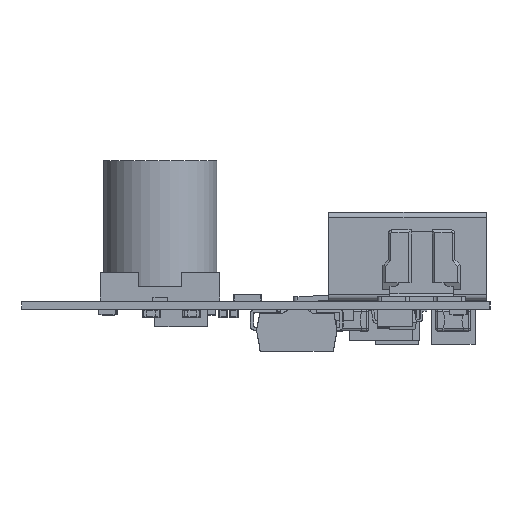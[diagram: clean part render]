
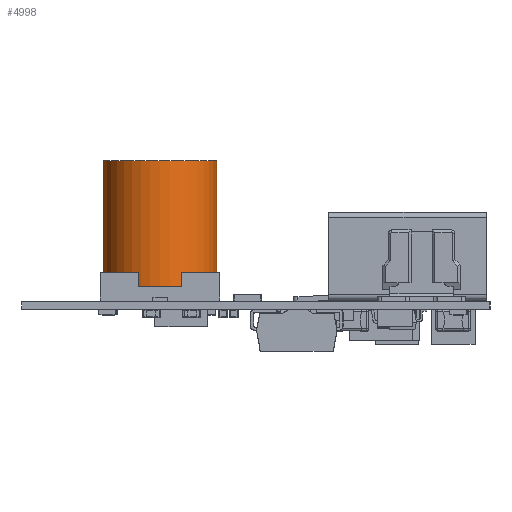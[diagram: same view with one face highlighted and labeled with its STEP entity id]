
A CAD part, left-side view. The second image highlights one B-rep face of the part: STEP entity #4998.
In plain terms, the highlighted cylindrical face has radius 3.231 mm (diameter 6.462 mm), a full revolution.
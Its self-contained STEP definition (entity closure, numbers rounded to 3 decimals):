
#4998 = ADVANCED_FACE('',(#4999),#5025,.T.);
#4999 = FACE_BOUND('',#5000,.T.);
#5000 = EDGE_LOOP('',(#5001,#5010,#5017,#5024));
#5001 = ORIENTED_EDGE('',*,*,#5002,.F.);
#5002 = EDGE_CURVE('',#5003,#5003,#5005,.T.);
#5003 = VERTEX_POINT('',#5004);
#5004 = CARTESIAN_POINT('',(-3.231,0.,8.054));
#5005 = CIRCLE('',#5006,3.231);
#5006 = AXIS2_PLACEMENT_3D('',#5007,#5008,#5009);
#5007 = CARTESIAN_POINT('',(0.,0.,8.054));
#5008 = DIRECTION('',(0.,0.,1.));
#5009 = DIRECTION('',(1.,0.,0.));
#5010 = ORIENTED_EDGE('',*,*,#5011,.F.);
#5011 = EDGE_CURVE('',#5012,#5003,#5014,.T.);
#5012 = VERTEX_POINT('',#5013);
#5013 = CARTESIAN_POINT('',(-3.231,0.,0.853));
#5014 = B_SPLINE_CURVE_WITH_KNOTS('',1,(#5015,#5016),.UNSPECIFIED.,.F.,
  .F.,(2,2),(0.,7.201),.PIECEWISE_BEZIER_KNOTS.);
#5015 = CARTESIAN_POINT('',(-3.231,0.,0.853));
#5016 = CARTESIAN_POINT('',(-3.231,0.,8.054));
#5017 = ORIENTED_EDGE('',*,*,#5018,.F.);
#5018 = EDGE_CURVE('',#5012,#5012,#5019,.T.);
#5019 = CIRCLE('',#5020,3.231);
#5020 = AXIS2_PLACEMENT_3D('',#5021,#5022,#5023);
#5021 = CARTESIAN_POINT('',(0.,0.,0.853));
#5022 = DIRECTION('',(0.,0.,-1.));
#5023 = DIRECTION('',(1.,0.,0.));
#5024 = ORIENTED_EDGE('',*,*,#5011,.T.);
#5025 = CYLINDRICAL_SURFACE('',#5026,3.231);
#5026 = AXIS2_PLACEMENT_3D('',#5027,#5028,#5029);
#5027 = CARTESIAN_POINT('',(0.,0.,0.853));
#5028 = DIRECTION('',(0.,0.,1.));
#5029 = DIRECTION('',(1.,0.,0.));
